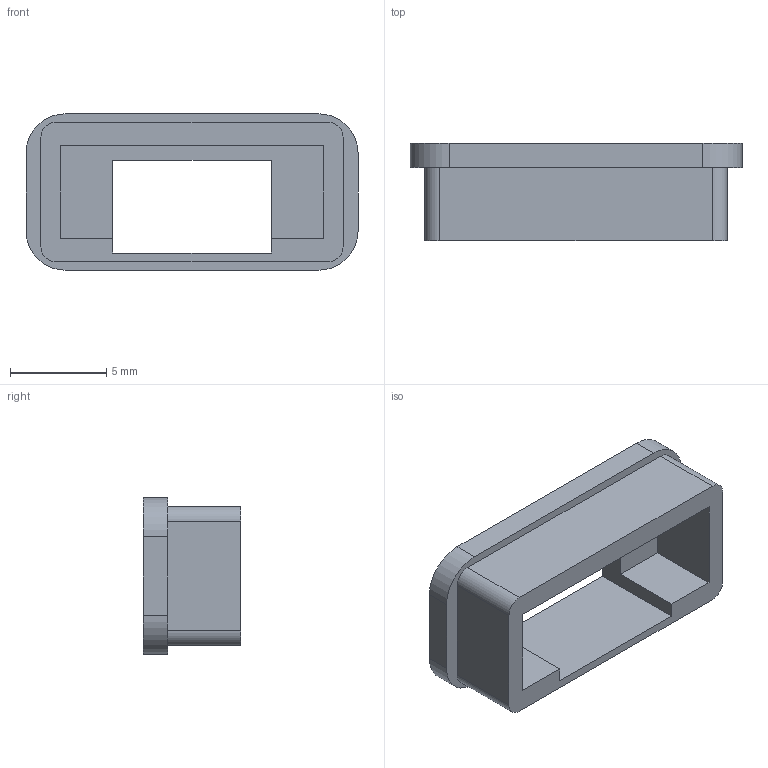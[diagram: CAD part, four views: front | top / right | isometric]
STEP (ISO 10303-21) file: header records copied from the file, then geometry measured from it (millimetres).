
FILE_DESCRIPTION(/* description */ (''),/* implementation_level */ '2;1');
FILE_NAME(/* name */ 'ST-LINK_Capv4.step',/* time_stamp */ '2024-07-27T19:16:01-05:00',/* author */ (''),/* organization */ (''),/* preprocessor_version */ 'ST-DEVELOPER v20',/* originating_system */ 'Autodesk Translation Framework v13.14.0.145',/* authorisation */ '');
FILE_SCHEMA (('AUTOMOTIVE_DESIGN { 1 0 10303 214 3 1 1 }'));
Length unit declared in the file: inch
Products named in the file (1): ST-LINK_Collar
Bounding box: 17.27 x 5.08 x 8.13 mm (x, y, z)
Volume: 278.8 mm3; surface area: 604.4 mm2
Topology: 1 solids, 1 shells, 29 faces, 78 edges, 52 vertices
Faces by surface type: plane 21, cylinder 8
Entity records: 947 total; most frequent: CARTESIAN_POINT 160, ORIENTED_EDGE 156, DIRECTION 154, EDGE_CURVE 78, LINE 62, VECTOR 62, VERTEX_POINT 52, AXIS2_PLACEMENT_3D 46
